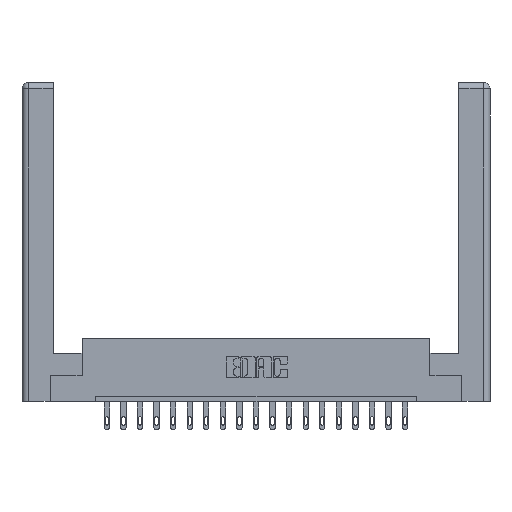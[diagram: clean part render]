
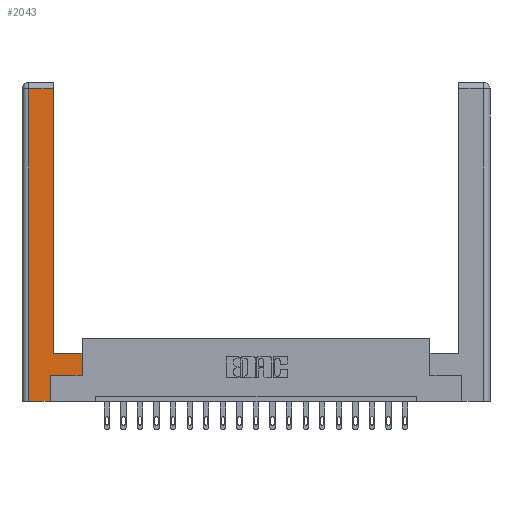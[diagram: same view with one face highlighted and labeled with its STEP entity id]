
A CAD part, top view. The second image highlights one B-rep face of the part: STEP entity #2043.
In plain terms, the highlighted planar face has unit normal (0, 0, 1).
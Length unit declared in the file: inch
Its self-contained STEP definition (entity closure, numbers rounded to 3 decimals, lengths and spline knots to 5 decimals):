
#313 = CARTESIAN_POINT ( 'NONE',  ( 0.265, 0.245, 0. ) ) ;
#394 = CARTESIAN_POINT ( 'NONE',  ( 0., 0., 0. ) ) ;
#856 = CARTESIAN_POINT ( 'NONE',  ( 0.265, 0., 0. ) ) ;
#1418 = CARTESIAN_POINT ( 'NONE',  ( 0.265, 0., 0. ) ) ;
#1979 = LINE ( 'NONE', #1418, #4117 ) ;
#2043 = ADVANCED_FACE ( 'NONE', ( #9669 ), #12610, .F. ) ;
#2284 = EDGE_CURVE ( 'NONE', #4859, #8845, #18190, .T. ) ;
#2486 = EDGE_CURVE ( 'NONE', #11167, #10252, #7996, .T. ) ;
#3409 = EDGE_CURVE ( 'NONE', #18211, #4113, #11245, .T. ) ;
#3617 = DIRECTION ( 'NONE',  ( -1., 0., 0. ) ) ;
#3934 = ORIENTED_EDGE ( 'NONE', *, *, #16681, .T. ) ;
#4113 = VERTEX_POINT ( 'NONE', #7580 ) ;
#4117 = VECTOR ( 'NONE', #16670, 39.37008 ) ;
#4120 = EDGE_CURVE ( 'NONE', #4113, #4859, #7527, .T. ) ;
#4763 = LINE ( 'NONE', #11560, #10188 ) ;
#4839 = ORIENTED_EDGE ( 'NONE', *, *, #2486, .T. ) ;
#4859 = VERTEX_POINT ( 'NONE', #15029 ) ;
#4946 = ORIENTED_EDGE ( 'NONE', *, *, #4120, .T. ) ;
#5204 = CARTESIAN_POINT ( 'NONE',  ( 0.0615, 2.94, 0. ) ) ;
#5678 = ORIENTED_EDGE ( 'NONE', *, *, #3409, .T. ) ;
#5917 = CARTESIAN_POINT ( 'NONE',  ( 0.295, 0.45, 0. ) ) ;
#6465 = EDGE_CURVE ( 'NONE', #13146, #7075, #10473, .T. ) ;
#6468 = VECTOR ( 'NONE', #10332, 39.37008 ) ;
#6843 = EDGE_CURVE ( 'NONE', #8845, #13146, #10264, .T. ) ;
#7036 = CARTESIAN_POINT ( 'NONE',  ( 0.0615, 0., 0. ) ) ;
#7050 = CARTESIAN_POINT ( 'NONE',  ( 0.295, 2.94, 0. ) ) ;
#7075 = VERTEX_POINT ( 'NONE', #14886 ) ;
#7527 = LINE ( 'NONE', #5917, #8447 ) ;
#7580 = CARTESIAN_POINT ( 'NONE',  ( 0.565, 0.45, 0. ) ) ;
#7996 = LINE ( 'NONE', #313, #10564 ) ;
#8447 = VECTOR ( 'NONE', #9153, 39.37008 ) ;
#8845 = VERTEX_POINT ( 'NONE', #7050 ) ;
#9153 = DIRECTION ( 'NONE',  ( -1., 0., 0. ) ) ;
#9669 = FACE_OUTER_BOUND ( 'NONE', #18949, .T. ) ;
#9985 = EDGE_CURVE ( 'NONE', #10252, #18211, #4763, .T. ) ;
#10188 = VECTOR ( 'NONE', #14678, 39.37008 ) ;
#10252 = VERTEX_POINT ( 'NONE', #18185 ) ;
#10264 = LINE ( 'NONE', #12751, #17860 ) ;
#10304 = VECTOR ( 'NONE', #16790, 39.37008 ) ;
#10332 = DIRECTION ( 'NONE',  ( 0., -1., 0. ) ) ;
#10342 = DIRECTION ( 'NONE',  ( 0., 1., 0. ) ) ;
#10351 = ORIENTED_EDGE ( 'NONE', *, *, #9985, .T. ) ;
#10473 = LINE ( 'NONE', #7036, #6468 ) ;
#10564 = VECTOR ( 'NONE', #12462, 39.37008 ) ;
#11023 = DIRECTION ( 'NONE',  ( 0., 0., -1. ) ) ;
#11075 = VECTOR ( 'NONE', #10342, 39.37008 ) ;
#11167 = VERTEX_POINT ( 'NONE', #856 ) ;
#11245 = LINE ( 'NONE', #16930, #10304 ) ;
#11560 = CARTESIAN_POINT ( 'NONE',  ( 0.565, 0.245, 0. ) ) ;
#11675 = CARTESIAN_POINT ( 'NONE',  ( 0.295, 3., 0. ) ) ;
#11916 = CARTESIAN_POINT ( 'NONE',  ( 0.565, 0.245, 0. ) ) ;
#12462 = DIRECTION ( 'NONE',  ( 0., 1., 0. ) ) ;
#12610 = PLANE ( 'NONE',  #14435 ) ;
#12751 = CARTESIAN_POINT ( 'NONE',  ( 0.0615, 2.94, 0. ) ) ;
#12972 = ORIENTED_EDGE ( 'NONE', *, *, #6843, .T. ) ;
#13146 = VERTEX_POINT ( 'NONE', #5204 ) ;
#13929 = ORIENTED_EDGE ( 'NONE', *, *, #6465, .T. ) ;
#14435 = AXIS2_PLACEMENT_3D ( 'NONE', #394, #11023, #15590 ) ;
#14678 = DIRECTION ( 'NONE',  ( 1., 0., 0. ) ) ;
#14864 = ORIENTED_EDGE ( 'NONE', *, *, #2284, .T. ) ;
#14886 = CARTESIAN_POINT ( 'NONE',  ( 0.0615, 0., 0. ) ) ;
#15029 = CARTESIAN_POINT ( 'NONE',  ( 0.295, 0.45, 0. ) ) ;
#15590 = DIRECTION ( 'NONE',  ( -1., 0., 0. ) ) ;
#16670 = DIRECTION ( 'NONE',  ( 1., 0., 0. ) ) ;
#16681 = EDGE_CURVE ( 'NONE', #7075, #11167, #1979, .T. ) ;
#16790 = DIRECTION ( 'NONE',  ( 0., 1., 0. ) ) ;
#16930 = CARTESIAN_POINT ( 'NONE',  ( 0.565, 0.45, 0. ) ) ;
#17860 = VECTOR ( 'NONE', #3617, 39.37008 ) ;
#18185 = CARTESIAN_POINT ( 'NONE',  ( 0.265, 0.245, 0. ) ) ;
#18190 = LINE ( 'NONE', #11675, #11075 ) ;
#18211 = VERTEX_POINT ( 'NONE', #11916 ) ;
#18949 = EDGE_LOOP ( 'NONE', ( #14864, #12972, #13929, #3934, #4839, #10351, #5678, #4946 ) ) ;
